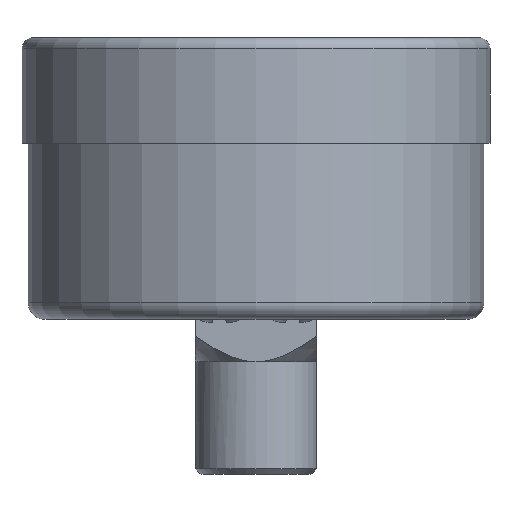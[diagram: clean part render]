
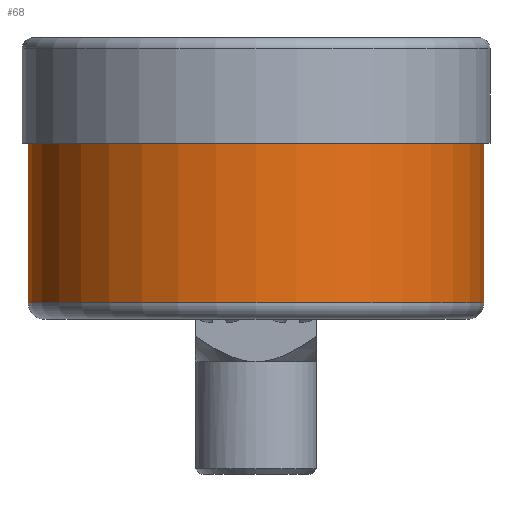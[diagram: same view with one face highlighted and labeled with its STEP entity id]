
A CAD part, front view. The second image highlights one B-rep face of the part: STEP entity #68.
In plain terms, the highlighted cylindrical face has radius 20.536 mm (diameter 41.072 mm), a full revolution.
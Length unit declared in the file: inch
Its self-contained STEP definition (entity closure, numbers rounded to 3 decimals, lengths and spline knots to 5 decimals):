
#68 = ADVANCED_FACE ( 'NONE', ( #12353, #8047 ), #9536, .T. ) ;
#336 = CARTESIAN_POINT ( 'NONE',  ( 0., 0., -1. ) ) ;
#937 = CARTESIAN_POINT ( 'NONE',  ( 0., 0., -0.94 ) ) ;
#1718 = ORIENTED_EDGE ( 'NONE', *, *, #3362, .T. ) ;
#2254 = DIRECTION ( 'NONE',  ( 1., 0., 0. ) ) ;
#2586 = DIRECTION ( 'NONE',  ( 0., 0., 1. ) ) ;
#2605 = CIRCLE ( 'NONE', #8935, 0.8085 ) ;
#2904 = ORIENTED_EDGE ( 'NONE', *, *, #5744, .T. ) ;
#3362 = EDGE_CURVE ( 'NONE', #15326, #15326, #2605, .T. ) ;
#4421 = CARTESIAN_POINT ( 'NONE',  ( 0.8085, 0., -0.94 ) ) ;
#5108 = CARTESIAN_POINT ( 'NONE',  ( 0., 0., -0.375 ) ) ;
#5744 = EDGE_CURVE ( 'NONE', #9783, #9783, #6116, .T. ) ;
#6116 = CIRCLE ( 'NONE', #8075, 0.8085 ) ;
#6362 = DIRECTION ( 'NONE',  ( 1., 0., 0. ) ) ;
#6940 = AXIS2_PLACEMENT_3D ( 'NONE', #336, #8392, #13761 ) ;
#8047 = FACE_OUTER_BOUND ( 'NONE', #13333, .T. ) ;
#8075 = AXIS2_PLACEMENT_3D ( 'NONE', #5108, #12862, #2254 ) ;
#8392 = DIRECTION ( 'NONE',  ( 0., 0., 1. ) ) ;
#8935 = AXIS2_PLACEMENT_3D ( 'NONE', #937, #2586, #6362 ) ;
#9536 = CYLINDRICAL_SURFACE ( 'NONE', #6940, 0.8085 ) ;
#9783 = VERTEX_POINT ( 'NONE', #16630 ) ;
#12353 = FACE_OUTER_BOUND ( 'NONE', #14393, .T. ) ;
#12862 = DIRECTION ( 'NONE',  ( 0., 0., -1. ) ) ;
#13333 = EDGE_LOOP ( 'NONE', ( #2904 ) ) ;
#13761 = DIRECTION ( 'NONE',  ( 1., 0., 0. ) ) ;
#14393 = EDGE_LOOP ( 'NONE', ( #1718 ) ) ;
#15326 = VERTEX_POINT ( 'NONE', #4421 ) ;
#16630 = CARTESIAN_POINT ( 'NONE',  ( 0.8085, 0., -0.375 ) ) ;
